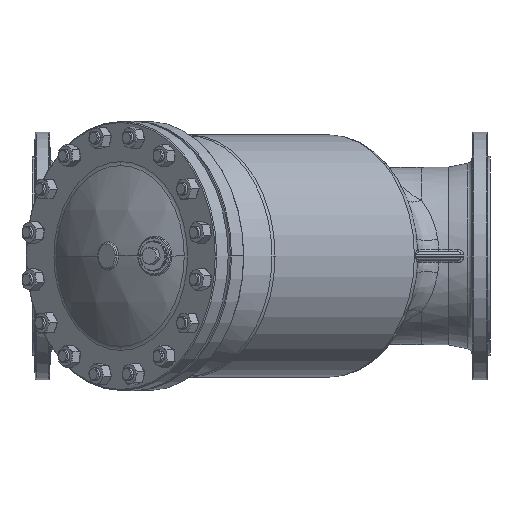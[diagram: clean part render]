
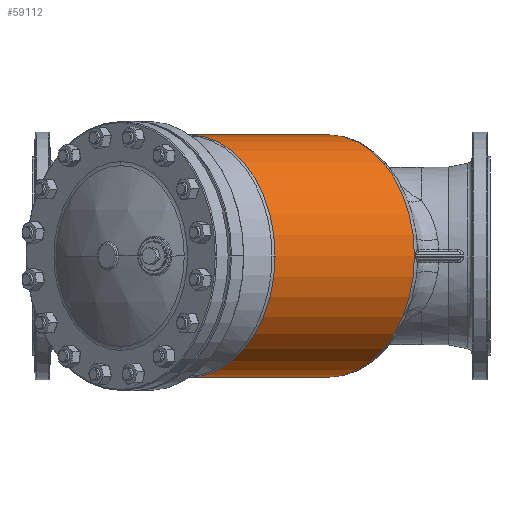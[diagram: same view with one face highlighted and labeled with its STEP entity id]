
A CAD part, front view. The second image highlights one B-rep face of the part: STEP entity #59112.
In plain terms, the highlighted cylindrical face has radius 225 mm (diameter 450 mm), a partial arc.
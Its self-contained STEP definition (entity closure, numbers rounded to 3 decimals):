
#5711 = VERTEX_POINT ( 'NONE', #69259 ) ;
#5712 = VERTEX_POINT ( 'NONE', #69262 ) ;
#5770 = VERTEX_POINT ( 'NONE', #69419 ) ;
#5771 = VERTEX_POINT ( 'NONE', #69422 ) ;
#5784 = VERTEX_POINT ( 'NONE', #69457 ) ;
#5878 = VERTEX_POINT ( 'NONE', #83294 ) ;
#5900 = VERTEX_POINT ( 'NONE', #83315 ) ;
#5958 = VERTEX_POINT ( 'NONE', #83348 ) ;
#11832 = B_SPLINE_CURVE_WITH_KNOTS ( 'NONE', 3,
 ( #18710, #18723, #18724, #18725, #18726, #18727 ),
 .UNSPECIFIED., .F., .F.,
 ( 4, 2, 4 ),
 ( 0., 0.001, 0.001 ),
 .UNSPECIFIED. ) ;
#11871 = B_SPLINE_CURVE_WITH_KNOTS ( 'NONE', 3,
 ( #18905, #18928, #18929, #18930, #18931, #18932 ),
 .UNSPECIFIED., .F., .F.,
 ( 4, 2, 4 ),
 ( 0., 0., 0.001 ),
 .UNSPECIFIED. ) ;
#18710 = CARTESIAN_POINT ( 'NONE',  ( -140.041, -258.239, 0. ) ) ;
#18723 = CARTESIAN_POINT ( 'NONE',  ( -140.111, -258.309, 0. ) ) ;
#18724 = CARTESIAN_POINT ( 'NONE',  ( -140.183, -258.381, -0.01 ) ) ;
#18725 = CARTESIAN_POINT ( 'NONE',  ( -140.32, -258.518, -0.052 ) ) ;
#18726 = CARTESIAN_POINT ( 'NONE',  ( -140.387, -258.585, -0.086 ) ) ;
#18727 = CARTESIAN_POINT ( 'NONE',  ( -140.451, -258.649, -0.129 ) ) ;
#18905 = CARTESIAN_POINT ( 'NONE',  ( -140.451, -258.649, 0.129 ) ) ;
#18928 = CARTESIAN_POINT ( 'NONE',  ( -140.387, -258.585, 0.086 ) ) ;
#18929 = CARTESIAN_POINT ( 'NONE',  ( -140.32, -258.518, 0.052 ) ) ;
#18930 = CARTESIAN_POINT ( 'NONE',  ( -140.183, -258.381, 0.01 ) ) ;
#18931 = CARTESIAN_POINT ( 'NONE',  ( -140.111, -258.31, 0. ) ) ;
#18932 = CARTESIAN_POINT ( 'NONE',  ( -140.041, -258.239, 0. ) ) ;
#20208 = EDGE_LOOP ( 'NONE', ( #105258, #105257, #105256, #105255, #105254, #105253, #105252, #105251 ) ) ;
#29838 = AXIS2_PLACEMENT_3D ( 'NONE', #52355, #52358, #52360 ) ;
#29893 = AXIS2_PLACEMENT_3D ( 'NONE', #65630, #65631, #65632 ) ;
#29942 = AXIS2_PLACEMENT_3D ( 'NONE', #65622, #65633, #65634 ) ;
#36308 = CARTESIAN_POINT ( 'NONE',  ( -265.054, -65.054, 225. ) ) ;
#36310 = DIRECTION ( 'NONE',  ( -0.707, -0.707, 0. ) ) ;
#36789 = CARTESIAN_POINT ( 'NONE',  ( -299.55, -99.55, 0. ) ) ;
#36792 = DIRECTION ( 'NONE',  ( -0.707, -0.707, 0. ) ) ;
#36794 = DIRECTION ( 'NONE',  ( 0.707, -0.707, 0. ) ) ;
#37525 = LINE ( 'NONE', #36308, #37526 ) ;
#37526 = VECTOR ( 'NONE', #36310, 1000. ) ;
#41320 = DIRECTION ( 'NONE',  ( 0.707, 0.707, 0. ) ) ;
#41323 = DIRECTION ( 'NONE',  ( -0.707, 0.707, 0. ) ) ;
#41325 = CARTESIAN_POINT ( 'NONE',  ( -200., 0., 0. ) ) ;
#52355 = CARTESIAN_POINT ( 'NONE',  ( -558.352, -358.352, 0. ) ) ;
#52358 = DIRECTION ( 'NONE',  ( 0.707, 0.707, 0. ) ) ;
#52360 = DIRECTION ( 'NONE',  ( 0.707, -0.707, 0. ) ) ;
#56004 = FACE_OUTER_BOUND ( 'NONE', #20208, .T. ) ;
#56008 = CYLINDRICAL_SURFACE ( 'NONE', #71498, 225. ) ;
#59112 = ADVANCED_FACE ( 'NONE', ( #56004 ), #56008, .T. ) ;
#61830 = EDGE_CURVE ( 'NONE', #5711, #5712, #64289, .T. ) ;
#64289 = CIRCLE ( 'NONE', #29838, 225. ) ;
#64416 = LINE ( 'NONE', #65628, #64418 ) ;
#64418 = VECTOR ( 'NONE', #65629, 1000. ) ;
#64425 = CIRCLE ( 'NONE', #29893, 225. ) ;
#64427 = CIRCLE ( 'NONE', #29942, 225. ) ;
#65622 = CARTESIAN_POINT ( 'NONE',  ( -299.55, -99.55, 0. ) ) ;
#65628 = CARTESIAN_POINT ( 'NONE',  ( -265.054, -65.054, -225. ) ) ;
#65629 = DIRECTION ( 'NONE',  ( -0.707, -0.707, 0. ) ) ;
#65630 = CARTESIAN_POINT ( 'NONE',  ( -558.352, -358.352, 0. ) ) ;
#65631 = DIRECTION ( 'NONE',  ( 0.707, 0.707, 0. ) ) ;
#65632 = DIRECTION ( 'NONE',  ( 0.707, -0.707, 0. ) ) ;
#65633 = DIRECTION ( 'NONE',  ( -0.707, -0.707, 0. ) ) ;
#65634 = DIRECTION ( 'NONE',  ( 0.707, -0.707, 0. ) ) ;
#68061 = AXIS2_PLACEMENT_3D ( 'NONE', #36789, #36792, #36794 ) ;
#68759 = EDGE_CURVE ( 'NONE', #5958, #5712, #64416, .T. ) ;
#68762 = EDGE_CURVE ( 'NONE', #5900, #5711, #64425, .T. ) ;
#68766 = EDGE_CURVE ( 'NONE', #5958, #5771, #64427, .T. ) ;
#69259 = CARTESIAN_POINT ( 'NONE',  ( -399.253, -517.451, 0. ) ) ;
#69262 = CARTESIAN_POINT ( 'NONE',  ( -558.352, -358.352, -225. ) ) ;
#69419 = CARTESIAN_POINT ( 'NONE',  ( -140.041, -258.239, 0. ) ) ;
#69422 = CARTESIAN_POINT ( 'NONE',  ( -140.451, -258.649, -0.129 ) ) ;
#69457 = CARTESIAN_POINT ( 'NONE',  ( -140.451, -258.649, 0.129 ) ) ;
#71498 = AXIS2_PLACEMENT_3D ( 'NONE', #41325, #41320, #41323 ) ;
#73590 = CIRCLE ( 'NONE', #68061, 225. ) ;
#81345 = EDGE_CURVE ( 'NONE', #5770, #5771, #11832, .T. ) ;
#81364 = EDGE_CURVE ( 'NONE', #5784, #5770, #11871, .T. ) ;
#81587 = EDGE_CURVE ( 'NONE', #5784, #5878, #73590, .T. ) ;
#83294 = CARTESIAN_POINT ( 'NONE',  ( -299.55, -99.55, 225. ) ) ;
#83315 = CARTESIAN_POINT ( 'NONE',  ( -558.352, -358.352, 225. ) ) ;
#83348 = CARTESIAN_POINT ( 'NONE',  ( -299.55, -99.55, -225. ) ) ;
#102391 = EDGE_CURVE ( 'NONE', #5878, #5900, #37525, .T. ) ;
#105251 = ORIENTED_EDGE ( 'NONE', *, *, #68766, .T. ) ;
#105252 = ORIENTED_EDGE ( 'NONE', *, *, #68759, .F. ) ;
#105253 = ORIENTED_EDGE ( 'NONE', *, *, #61830, .T. ) ;
#105254 = ORIENTED_EDGE ( 'NONE', *, *, #68762, .T. ) ;
#105255 = ORIENTED_EDGE ( 'NONE', *, *, #102391, .T. ) ;
#105256 = ORIENTED_EDGE ( 'NONE', *, *, #81587, .T. ) ;
#105257 = ORIENTED_EDGE ( 'NONE', *, *, #81364, .F. ) ;
#105258 = ORIENTED_EDGE ( 'NONE', *, *, #81345, .F. ) ;
